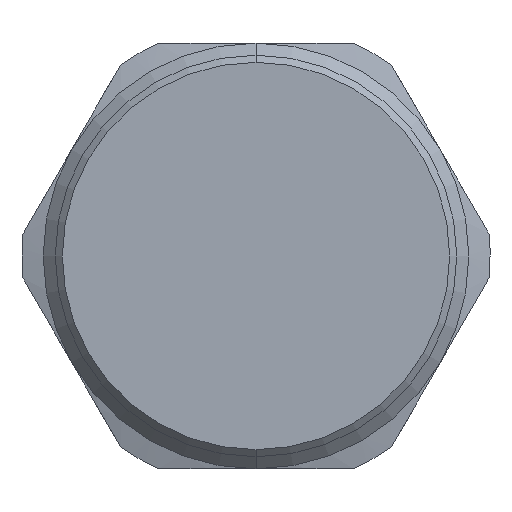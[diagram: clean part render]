
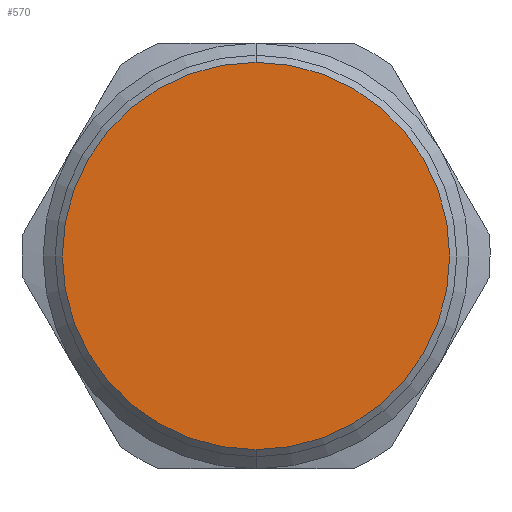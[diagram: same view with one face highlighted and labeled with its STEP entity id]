
A CAD part, front view. The second image highlights one B-rep face of the part: STEP entity #570.
In plain terms, the highlighted planar face has unit normal (0, -1, 0).
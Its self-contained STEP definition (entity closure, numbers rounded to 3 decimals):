
#290 = EDGE_CURVE ( 'NONE', #291, #292, #1131, .T. ) ;
#291 = VERTEX_POINT ( 'NONE', #1127 ) ;
#292 = VERTEX_POINT ( 'NONE', #1126 ) ;
#491 = EDGE_LOOP ( 'NONE', ( #492, #494 ) ) ;
#492 = ORIENTED_EDGE ( 'NONE', *, *, #493, .T. ) ;
#493 = EDGE_CURVE ( 'NONE', #292, #291, #1568, .T. ) ;
#494 = ORIENTED_EDGE ( 'NONE', *, *, #290, .T. ) ;
#570 = ADVANCED_FACE ( 'NONE', ( #1680 ), #1679, .F. ) ;
#1126 = CARTESIAN_POINT ( 'NONE',  ( 0., -42., 13.65 ) ) ;
#1127 = CARTESIAN_POINT ( 'NONE',  ( 0., -42., -13.65 ) ) ;
#1128 = DIRECTION ( 'NONE',  ( 0., 0., 1. ) ) ;
#1129 = DIRECTION ( 'NONE',  ( 0., -1., 0. ) ) ;
#1130 = AXIS2_PLACEMENT_3D ( 'NONE', #1136, #1129, #1128 ) ;
#1131 = CIRCLE ( 'NONE', #1130, 13.65 ) ;
#1136 = CARTESIAN_POINT ( 'NONE',  ( 0., -42., 0. ) ) ;
#1564 = DIRECTION ( 'NONE',  ( 0., 0., 1. ) ) ;
#1565 = DIRECTION ( 'NONE',  ( 0., -1., 0. ) ) ;
#1566 = CARTESIAN_POINT ( 'NONE',  ( 0., -42., 0. ) ) ;
#1567 = AXIS2_PLACEMENT_3D ( 'NONE', #1566, #1565, #1564 ) ;
#1568 = CIRCLE ( 'NONE', #1567, 13.65 ) ;
#1675 = DIRECTION ( 'NONE',  ( 0., 0., 1. ) ) ;
#1676 = DIRECTION ( 'NONE',  ( 0., 1., 0. ) ) ;
#1677 = CARTESIAN_POINT ( 'NONE',  ( 0., -42., 0. ) ) ;
#1678 = AXIS2_PLACEMENT_3D ( 'NONE', #1677, #1676, #1675 ) ;
#1679 = PLANE ( 'NONE',  #1678 ) ;
#1680 = FACE_OUTER_BOUND ( 'NONE', #491, .T. ) ;
